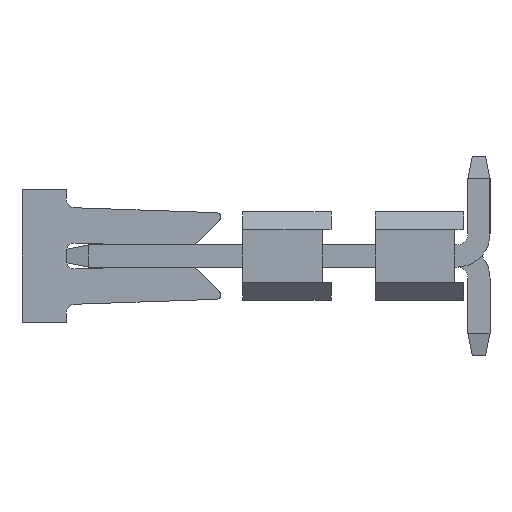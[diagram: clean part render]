
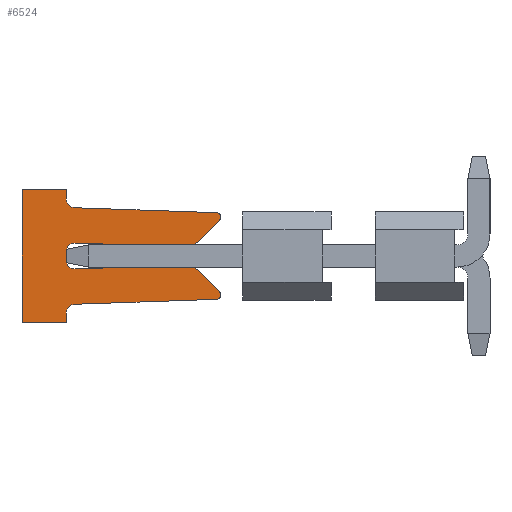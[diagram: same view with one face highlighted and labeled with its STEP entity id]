
A CAD part, left-side view. The second image highlights one B-rep face of the part: STEP entity #6524.
In plain terms, the highlighted planar face has unit normal (-1, 0, 0).
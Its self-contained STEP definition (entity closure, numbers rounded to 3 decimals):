
#6329=CARTESIAN_POINT('',(5.,9.,0.));
#6330=DIRECTION('',(0.,0.,-1.));
#6331=DIRECTION('',(-1.,-0.,-0.));
#6332=AXIS2_PLACEMENT_3D('',#6329,#6331,#6330);
#6333=PLANE('',#6332);
#6334=CARTESIAN_POINT('',(5.,5.597,-0.981));
#6335=VERTEX_POINT('',#6334);
#6336=CARTESIAN_POINT('',(5.,5.529,-0.81));
#6337=VERTEX_POINT('',#6336);
#6338=CARTESIAN_POINT('',(5.,5.6,-0.881));
#6339=DIRECTION('',(0.,-0.035,-0.999));
#6340=DIRECTION('',(-1.,0.,0.));
#6341=AXIS2_PLACEMENT_3D('',#6338,#6340,#6339);
#6342=CIRCLE('',#6341,0.1);
#6343=EDGE_CURVE('',#6335,#6337,#6342,.T.);
#6344=ORIENTED_EDGE('',*,*,#6343,.T.);
#6345=CARTESIAN_POINT('',(5.,5.983,-0.356));
#6346=VERTEX_POINT('',#6345);
#6347=CARTESIAN_POINT('',(5.,5.529,-0.81));
#6348=DIRECTION('',(0.,0.707,0.707));
#6349=VECTOR('',#6348,0.642);
#6350=LINE('',#6347,#6349);
#6351=EDGE_CURVE('',#6337,#6346,#6350,.T.);
#6352=ORIENTED_EDGE('',*,*,#6351,.T.);
#6353=CARTESIAN_POINT('',(5.,6.337,-0.21));
#6354=VERTEX_POINT('',#6353);
#6355=CARTESIAN_POINT('',(5.,6.337,-0.71));
#6356=DIRECTION('',(0.,-0.707,0.707));
#6357=DIRECTION('',(-1.,0.,0.));
#6358=AXIS2_PLACEMENT_3D('',#6355,#6357,#6356);
#6359=CIRCLE('',#6358,0.5);
#6360=EDGE_CURVE('',#6346,#6354,#6359,.T.);
#6361=ORIENTED_EDGE('',*,*,#6360,.T.);
#6362=CARTESIAN_POINT('',(5.,6.354,-0.21));
#6363=VERTEX_POINT('',#6362);
#6364=CARTESIAN_POINT('',(5.,6.337,-0.71));
#6365=DIRECTION('',(0.,0.,1.));
#6366=DIRECTION('',(-1.,0.,0.));
#6367=AXIS2_PLACEMENT_3D('',#6364,#6366,#6365);
#6368=CIRCLE('',#6367,0.5);
#6369=TRIMMED_CURVE('',#6368,(PARAMETER_VALUE(0.)),(PARAMETER_VALUE(0.034)),.T.,.PARAMETER.);
#6370=EDGE_CURVE('',#6354,#6363,#6369,.T.);
#6371=ORIENTED_EDGE('',*,*,#6370,.T.);
#6372=CARTESIAN_POINT('',(5.,8.793,-0.293));
#6373=VERTEX_POINT('',#6372);
#6374=CARTESIAN_POINT('',(5.,6.354,-0.21));
#6375=DIRECTION('',(0.,0.999,-0.034));
#6376=VECTOR('',#6375,2.441);
#6377=LINE('',#6374,#6376);
#6378=EDGE_CURVE('',#6363,#6373,#6377,.T.);
#6379=ORIENTED_EDGE('',*,*,#6378,.T.);
#6380=CARTESIAN_POINT('',(5.,9.,-0.093));
#6381=VERTEX_POINT('',#6380);
#6382=CARTESIAN_POINT('',(5.,8.8,-0.093));
#6383=DIRECTION('',(0.,-0.034,-0.999));
#6384=DIRECTION('',(1.,0.,0.));
#6385=AXIS2_PLACEMENT_3D('',#6382,#6384,#6383);
#6386=CIRCLE('',#6385,0.2);
#6387=EDGE_CURVE('',#6373,#6381,#6386,.T.);
#6388=ORIENTED_EDGE('',*,*,#6387,.T.);
#6389=CARTESIAN_POINT('',(5.,9.,0.093));
#6390=VERTEX_POINT('',#6389);
#6391=CARTESIAN_POINT('',(5.,9.,-0.093));
#6392=DIRECTION('',(0.,0.,1.));
#6393=VECTOR('',#6392,0.186);
#6394=LINE('',#6391,#6393);
#6395=EDGE_CURVE('',#6381,#6390,#6394,.T.);
#6396=ORIENTED_EDGE('',*,*,#6395,.T.);
#6397=CARTESIAN_POINT('',(5.,8.793,0.293));
#6398=VERTEX_POINT('',#6397);
#6399=CARTESIAN_POINT('',(5.,8.8,0.093));
#6400=DIRECTION('',(0.,1.,0.));
#6401=DIRECTION('',(1.,0.,0.));
#6402=AXIS2_PLACEMENT_3D('',#6399,#6401,#6400);
#6403=CIRCLE('',#6402,0.2);
#6404=EDGE_CURVE('',#6390,#6398,#6403,.T.);
#6405=ORIENTED_EDGE('',*,*,#6404,.T.);
#6406=CARTESIAN_POINT('',(5.,6.354,0.21));
#6407=VERTEX_POINT('',#6406);
#6408=CARTESIAN_POINT('',(5.,8.793,0.293));
#6409=DIRECTION('',(0.,-0.999,-0.034));
#6410=VECTOR('',#6409,2.441);
#6411=LINE('',#6408,#6410);
#6412=EDGE_CURVE('',#6398,#6407,#6411,.T.);
#6413=ORIENTED_EDGE('',*,*,#6412,.T.);
#6414=CARTESIAN_POINT('',(5.,6.337,0.21));
#6415=VERTEX_POINT('',#6414);
#6416=CARTESIAN_POINT('',(5.,6.337,0.71));
#6417=DIRECTION('',(0.,0.034,-0.999));
#6418=DIRECTION('',(-1.,0.,0.));
#6419=AXIS2_PLACEMENT_3D('',#6416,#6418,#6417);
#6420=CIRCLE('',#6419,0.5);
#6421=TRIMMED_CURVE('',#6420,(PARAMETER_VALUE(0.)),(PARAMETER_VALUE(0.034)),.T.,.PARAMETER.);
#6422=EDGE_CURVE('',#6407,#6415,#6421,.T.);
#6423=ORIENTED_EDGE('',*,*,#6422,.T.);
#6424=CARTESIAN_POINT('',(5.,5.983,0.356));
#6425=VERTEX_POINT('',#6424);
#6426=CARTESIAN_POINT('',(5.,6.337,0.71));
#6427=DIRECTION('',(0.,0.,-1.));
#6428=DIRECTION('',(-1.,0.,0.));
#6429=AXIS2_PLACEMENT_3D('',#6426,#6428,#6427);
#6430=CIRCLE('',#6429,0.5);
#6431=EDGE_CURVE('',#6415,#6425,#6430,.T.);
#6432=ORIENTED_EDGE('',*,*,#6431,.T.);
#6433=CARTESIAN_POINT('',(5.,5.529,0.81));
#6434=VERTEX_POINT('',#6433);
#6435=CARTESIAN_POINT('',(5.,5.983,0.356));
#6436=DIRECTION('',(0.,-0.707,0.707));
#6437=VECTOR('',#6436,0.642);
#6438=LINE('',#6435,#6437);
#6439=EDGE_CURVE('',#6425,#6434,#6438,.T.);
#6440=ORIENTED_EDGE('',*,*,#6439,.T.);
#6441=CARTESIAN_POINT('',(5.,5.597,0.981));
#6442=VERTEX_POINT('',#6441);
#6443=CARTESIAN_POINT('',(5.,5.6,0.881));
#6444=DIRECTION('',(0.,-0.707,-0.707));
#6445=DIRECTION('',(-1.,0.,0.));
#6446=AXIS2_PLACEMENT_3D('',#6443,#6445,#6444);
#6447=CIRCLE('',#6446,0.1);
#6448=EDGE_CURVE('',#6434,#6442,#6447,.T.);
#6449=ORIENTED_EDGE('',*,*,#6448,.T.);
#6450=CARTESIAN_POINT('',(5.,8.807,1.093));
#6451=VERTEX_POINT('',#6450);
#6452=CARTESIAN_POINT('',(5.,5.597,0.981));
#6453=DIRECTION('',(0.,0.999,0.035));
#6454=VECTOR('',#6453,3.212);
#6455=LINE('',#6452,#6454);
#6456=EDGE_CURVE('',#6442,#6451,#6455,.T.);
#6457=ORIENTED_EDGE('',*,*,#6456,.T.);
#6458=CARTESIAN_POINT('',(5.,9.,1.293));
#6459=VERTEX_POINT('',#6458);
#6460=CARTESIAN_POINT('',(5.,8.8,1.293));
#6461=DIRECTION('',(0.,0.035,-0.999));
#6462=DIRECTION('',(1.,0.,0.));
#6463=AXIS2_PLACEMENT_3D('',#6460,#6462,#6461);
#6464=CIRCLE('',#6463,0.2);
#6465=EDGE_CURVE('',#6451,#6459,#6464,.T.);
#6466=ORIENTED_EDGE('',*,*,#6465,.T.);
#6467=CARTESIAN_POINT('',(5.,9.,1.5));
#6468=VERTEX_POINT('',#6467);
#6469=CARTESIAN_POINT('',(5.,9.,1.293));
#6470=DIRECTION('',(0.,0.,1.));
#6471=VECTOR('',#6470,0.207);
#6472=LINE('',#6469,#6471);
#6473=EDGE_CURVE('',#6459,#6468,#6472,.T.);
#6474=ORIENTED_EDGE('',*,*,#6473,.T.);
#6475=CARTESIAN_POINT('',(5.,10.,1.5));
#6476=VERTEX_POINT('',#6475);
#6477=CARTESIAN_POINT('',(5.,9.,1.5));
#6478=DIRECTION('',(0.,1.,0.));
#6479=VECTOR('',#6478,1.);
#6480=LINE('',#6477,#6479);
#6481=EDGE_CURVE('',#6468,#6476,#6480,.T.);
#6482=ORIENTED_EDGE('',*,*,#6481,.T.);
#6483=CARTESIAN_POINT('',(5.,10.,-1.5));
#6484=VERTEX_POINT('',#6483);
#6485=CARTESIAN_POINT('',(5.,10.,1.5));
#6486=DIRECTION('',(0.,0.,-1.));
#6487=VECTOR('',#6486,3.);
#6488=LINE('',#6485,#6487);
#6489=EDGE_CURVE('',#6476,#6484,#6488,.T.);
#6490=ORIENTED_EDGE('',*,*,#6489,.T.);
#6491=CARTESIAN_POINT('',(5.,9.,-1.5));
#6492=VERTEX_POINT('',#6491);
#6493=CARTESIAN_POINT('',(5.,10.,-1.5));
#6494=DIRECTION('',(0.,-1.,0.));
#6495=VECTOR('',#6494,1.);
#6496=LINE('',#6493,#6495);
#6497=EDGE_CURVE('',#6484,#6492,#6496,.T.);
#6498=ORIENTED_EDGE('',*,*,#6497,.T.);
#6499=CARTESIAN_POINT('',(5.,9.,-1.293));
#6500=VERTEX_POINT('',#6499);
#6501=CARTESIAN_POINT('',(5.,9.,-1.5));
#6502=DIRECTION('',(0.,0.,1.));
#6503=VECTOR('',#6502,0.207);
#6504=LINE('',#6501,#6503);
#6505=EDGE_CURVE('',#6492,#6500,#6504,.T.);
#6506=ORIENTED_EDGE('',*,*,#6505,.T.);
#6507=CARTESIAN_POINT('',(5.,8.807,-1.093));
#6508=VERTEX_POINT('',#6507);
#6509=CARTESIAN_POINT('',(5.,8.8,-1.293));
#6510=DIRECTION('',(0.,1.,0.));
#6511=DIRECTION('',(1.,0.,0.));
#6512=AXIS2_PLACEMENT_3D('',#6509,#6511,#6510);
#6513=CIRCLE('',#6512,0.2);
#6514=EDGE_CURVE('',#6500,#6508,#6513,.T.);
#6515=ORIENTED_EDGE('',*,*,#6514,.T.);
#6516=CARTESIAN_POINT('',(5.,8.807,-1.093));
#6517=DIRECTION('',(0.,-0.999,0.035));
#6518=VECTOR('',#6517,3.212);
#6519=LINE('',#6516,#6518);
#6520=EDGE_CURVE('',#6508,#6335,#6519,.T.);
#6521=ORIENTED_EDGE('',*,*,#6520,.T.);
#6522=EDGE_LOOP('',(#6344,#6352,#6361,#6371,#6379,#6388,#6396,#6405,#6413,#6423,#6432,#6440,#6449,#6457,#6466,#6474,#6482,#6490,#6498,#6506,#6515,#6521));
#6523=FACE_OUTER_BOUND('',#6522,.T.);
#6524=ADVANCED_FACE('',(#6523),#6333,.T.);
